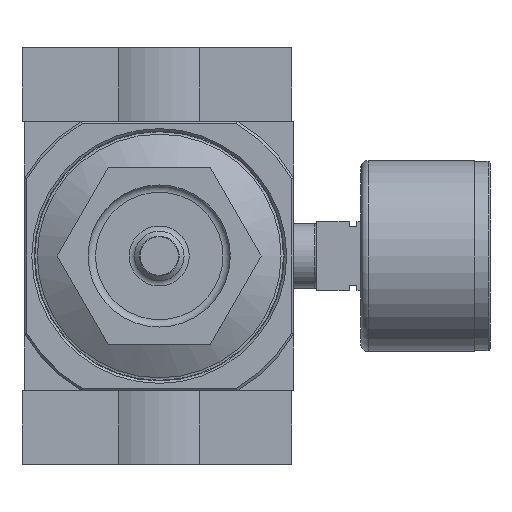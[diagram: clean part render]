
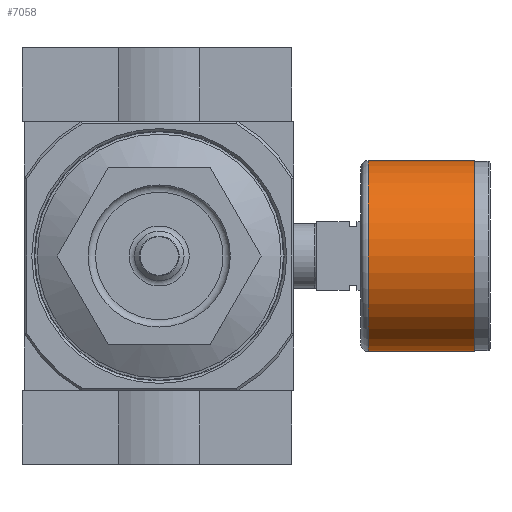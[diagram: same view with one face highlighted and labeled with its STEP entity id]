
A CAD part, front view. The second image highlights one B-rep face of the part: STEP entity #7058.
In plain terms, the highlighted cylindrical face has radius 19.5 mm (diameter 39 mm), a full revolution.
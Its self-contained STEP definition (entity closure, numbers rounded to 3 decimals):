
#323=CYLINDRICAL_SURFACE('',#7651,19.5);
#1950=ORIENTED_EDGE('',*,*,#3055,.F.);
#1951=ORIENTED_EDGE('',*,*,#3056,.T.);
#3055=EDGE_CURVE('',#3682,#3682,#4095,.T.);
#3056=EDGE_CURVE('',#3683,#3683,#4096,.T.);
#3682=VERTEX_POINT('',#11053);
#3683=VERTEX_POINT('',#11056);
#4095=CIRCLE('',#7650,19.5);
#4096=CIRCLE('',#7652,19.5);
#4517=EDGE_LOOP('',(#1950));
#4518=EDGE_LOOP('',(#1951));
#5051=FACE_BOUND('',#4517,.T.);
#5052=FACE_BOUND('',#4518,.T.);
#7058=ADVANCED_FACE('',(#5051,#5052),#323,.T.);
#7650=AXIS2_PLACEMENT_3D('',#11052,#8927,#8928);
#7651=AXIS2_PLACEMENT_3D('',#11054,#8929,#8930);
#7652=AXIS2_PLACEMENT_3D('',#11055,#8931,#8932);
#8927=DIRECTION('',(1.,0.,0.));
#8928=DIRECTION('',(0.,0.,-1.));
#8929=DIRECTION('',(1.,0.,0.));
#8930=DIRECTION('',(0.,0.,-1.));
#8931=DIRECTION('',(1.,0.,0.));
#8932=DIRECTION('',(0.,0.,-1.));
#11052=CARTESIAN_POINT('',(-3.2,0.,0.));
#11053=CARTESIAN_POINT('',(-3.2,0.,-19.5));
#11054=CARTESIAN_POINT('',(0.,0.,0.));
#11055=CARTESIAN_POINT('',(-24.85,0.,0.));
#11056=CARTESIAN_POINT('',(-24.85,0.,-19.5));
